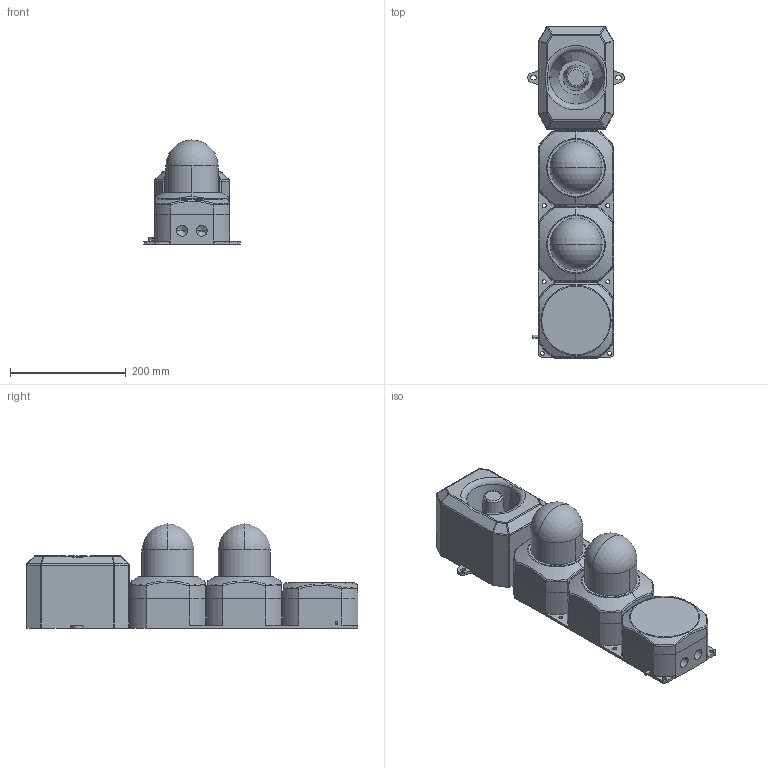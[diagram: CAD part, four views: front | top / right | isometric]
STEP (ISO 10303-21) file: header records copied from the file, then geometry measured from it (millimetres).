
FILE_DESCRIPTION (( 'STEP AP203' ), '1' );
FILE_NAME ('D215-05-148_Issue_1.STEP', '2019-08-16T14:29:45', ( '' ), ( '' ), 'SwSTEP 2.0', 'SolidWorks 2019', '' );
FILE_SCHEMA (( 'CONFIG_CONTROL_DESIGN' ));
Length unit declared in the file: millimetre
Products named in the file (1): D215-05-148_Issue_1
Bounding box: 166.97 x 573.7 x 180 mm (x, y, z)
Volume: 7208150.2 mm3; surface area: 379245.4 mm2
Topology: 1 solids, 5 shells, 250 faces, 616 edges, 358 vertices
Faces by surface type: cylinder 87, plane 71, cone 36, torus 22, sphere 20, bspline 14
Entity records: 8827 total; most frequent: CARTESIAN_POINT 3059, DIRECTION 1202, ORIENTED_EDGE 1184, EDGE_CURVE 592, AXIS2_PLACEMENT_3D 481, VERTEX_POINT 358, EDGE_LOOP 272, ADVANCED_FACE 250
